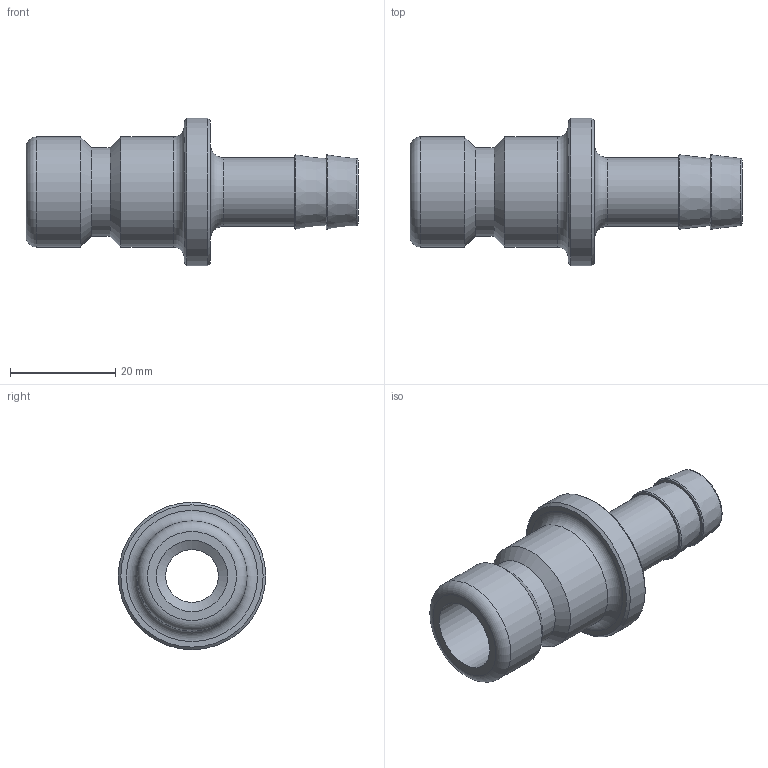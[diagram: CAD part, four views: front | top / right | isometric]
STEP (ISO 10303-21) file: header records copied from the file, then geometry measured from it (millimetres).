
FILE_DESCRIPTION((''),'2;1');
FILE_NAME('57sftf13sxn.stp','2014-04-17T07:00:12',('IA176480'),(''),'Autodesk Inventor 2013','Autodesk Inventor 2013','');
FILE_SCHEMA(('AUTOMOTIVE_DESIGN { 1 0 10303 214 1 1 1 1 }'));
Length unit declared in the file: millimetre
Products named in the file (1): D110176
Bounding box: 63 x 28 x 28 mm (x, y, z)
Volume: 9504.1 mm3; surface area: 6813.3 mm2
Topology: 1 solids, 1 shells, 26 faces, 46 edges, 26 vertices
Faces by surface type: cone 7, cylinder 7, plane 6, torus 6
Full cylindrical faces by diameter (mm): 10 x1, 13 x1, 13.5 x1, 16.8 x1, 20.9 x2, 28 x1
Entity records: 554 total; most frequent: DIRECTION 106, CARTESIAN_POINT 79, AXIS2_PLACEMENT_3D 53, ORIENTED_EDGE 52, EDGE_LOOP 52, VERTEX_POINT 26, CIRCLE 26, EDGE_CURVE 26
